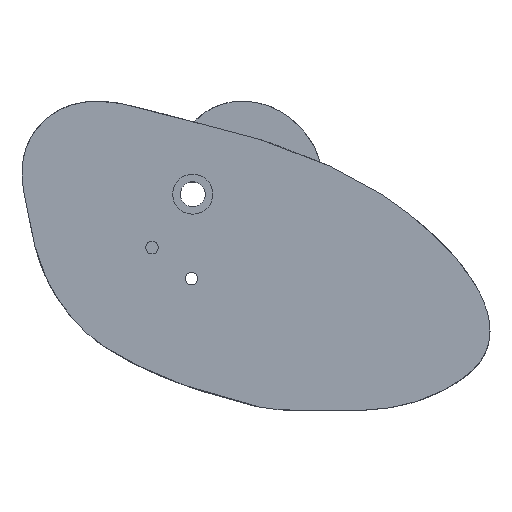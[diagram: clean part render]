
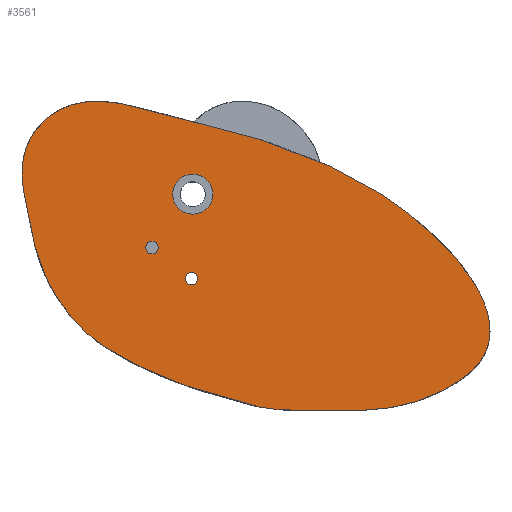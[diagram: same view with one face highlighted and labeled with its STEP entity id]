
A CAD part, top view. The second image highlights one B-rep face of the part: STEP entity #3561.
In plain terms, the highlighted planar face has unit normal (0, 0, 1).
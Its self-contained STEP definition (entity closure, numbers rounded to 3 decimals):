
#192 = CARTESIAN_POINT ( 'NONE',  ( 40.674, -6.922, 6.35 ) ) ;
#197 = DIRECTION ( 'NONE',  ( 0., 0., -1. ) ) ;
#245 = CARTESIAN_POINT ( 'NONE',  ( -14.256, -24.179, 6.35 ) ) ;
#475 = CARTESIAN_POINT ( 'NONE',  ( 17.808, 6.267, 6.35 ) ) ;
#845 = EDGE_LOOP ( 'NONE', ( #3466, #2474 ) ) ;
#864 = B_SPLINE_CURVE_WITH_KNOTS ( 'NONE', 3,
 ( #245, #2693, #5090, #6798, #5830, #1771, #5030, #4232, #7488, #192, #3441 ),
 .UNSPECIFIED., .F., .F.,
 ( 4, 1, 1, 1, 1, 1, 1, 1, 4 ),
 ( 0.5, 0.531, 0.563, 0.602, 0.648, 0.695, 0.758, 0.82, 1. ),
 .UNSPECIFIED. ) ;
#981 = AXIS2_PLACEMENT_3D ( 'NONE', #4327, #5133, #7680 ) ;
#1069 = VERTEX_POINT ( 'NONE', #3748 ) ;
#1218 = CARTESIAN_POINT ( 'NONE',  ( -1.298, 11.881, 6.35 ) ) ;
#1249 = ORIENTED_EDGE ( 'NONE', *, *, #5561, .T. ) ;
#1263 = CARTESIAN_POINT ( 'NONE',  ( -14.719, 15.175, 6.35 ) ) ;
#1331 = DIRECTION ( 'NONE',  ( 0., 0., -1. ) ) ;
#1546 = VERTEX_POINT ( 'NONE', #4832 ) ;
#1771 = CARTESIAN_POINT ( 'NONE',  ( 12.646, -34.643, 6.35 ) ) ;
#1772 = EDGE_CURVE ( 'NONE', #1546, #1069, #6401, .T. ) ;
#1832 = CARTESIAN_POINT ( 'NONE',  ( 0., 0., 6.35 ) ) ;
#2009 = B_SPLINE_CURVE_WITH_KNOTS ( 'NONE', 3,
 ( #3784, #3631, #475, #8561, #10308, #4627, #8512, #1218, #6932, #4474, #1263, #7772, #10256, #3732, #7722, #9367, #10205, #8617, #2980, #2933 ),
 .UNSPECIFIED., .F., .F.,
 ( 4, 1, 1, 1, 1, 1, 1, 1, 1, 1, 1, 1, 1, 1, 1, 1, 1, 4 ),
 ( 0., 0.094, 0.117, 0.133, 0.148, 0.156, 0.172, 0.187, 0.211, 0.242, 0.273, 0.313, 0.344, 0.367, 0.398, 0.43, 0.461, 0.5 ),
 .UNSPECIFIED. ) ;
#2062 = ORIENTED_EDGE ( 'NONE', *, *, #4479, .T. ) ;
#2174 = AXIS2_PLACEMENT_3D ( 'NONE', #8920, #3344, #7336 ) ;
#2474 = ORIENTED_EDGE ( 'NONE', *, *, #7119, .F. ) ;
#2572 = FACE_OUTER_BOUND ( 'NONE', #3200, .T. ) ;
#2693 = CARTESIAN_POINT ( 'NONE',  ( -12.587, -25.345, 6.35 ) ) ;
#2816 = CIRCLE ( 'NONE', #8748, 1. ) ;
#2904 = EDGE_LOOP ( 'NONE', ( #2062, #7186 ) ) ;
#2933 = CARTESIAN_POINT ( 'NONE',  ( -14.256, -24.179, 6.35 ) ) ;
#2980 = CARTESIAN_POINT ( 'NONE',  ( -16.343, -22.721, 6.35 ) ) ;
#3031 = VERTEX_POINT ( 'NONE', #6644 ) ;
#3053 = EDGE_CURVE ( 'NONE', #3833, #5225, #3526, .T. ) ;
#3200 = EDGE_LOOP ( 'NONE', ( #1249, #6237 ) ) ;
#3344 = DIRECTION ( 'NONE',  ( 0., 0., -1. ) ) ;
#3370 = CIRCLE ( 'NONE', #2174, 1. ) ;
#3441 = CARTESIAN_POINT ( 'NONE',  ( 30.033, 0., 6.35 ) ) ;
#3466 = ORIENTED_EDGE ( 'NONE', *, *, #1772, .F. ) ;
#3526 = CIRCLE ( 'NONE', #6242, 1. ) ;
#3561 = ADVANCED_FACE ( 'NONE', ( #4278, #10066, #5081, #2572 ), #9056, .T. ) ;
#3631 = CARTESIAN_POINT ( 'NONE',  ( 24.481, 3.612, 6.35 ) ) ;
#3698 = CARTESIAN_POINT ( 'NONE',  ( -7.483, -8.482, 6.35 ) ) ;
#3716 = CARTESIAN_POINT ( 'NONE',  ( 0., 0., 6.35 ) ) ;
#3732 = CARTESIAN_POINT ( 'NONE',  ( -27.516, 2.932, 6.35 ) ) ;
#3748 = CARTESIAN_POINT ( 'NONE',  ( -3.175, 0., 6.35 ) ) ;
#3784 = CARTESIAN_POINT ( 'NONE',  ( 30.033, 0., 6.35 ) ) ;
#3795 = CARTESIAN_POINT ( 'NONE',  ( -6.483, -8.482, 6.35 ) ) ;
#3833 = VERTEX_POINT ( 'NONE', #4156 ) ;
#4136 = CARTESIAN_POINT ( 'NONE',  ( 0.802, -13.432, 6.35 ) ) ;
#4156 = CARTESIAN_POINT ( 'NONE',  ( -5.483, -8.482, 6.35 ) ) ;
#4232 = CARTESIAN_POINT ( 'NONE',  ( 33.5, -34.61, 6.35 ) ) ;
#4278 = FACE_BOUND ( 'NONE', #9222, .T. ) ;
#4327 = CARTESIAN_POINT ( 'NONE',  ( 0., 0., 6.35 ) ) ;
#4474 = CARTESIAN_POINT ( 'NONE',  ( -9.17, 13.985, 6.35 ) ) ;
#4479 = EDGE_CURVE ( 'NONE', #3031, #8064, #2816, .T. ) ;
#4503 = DIRECTION ( 'NONE',  ( 1., 0., 0. ) ) ;
#4538 = DIRECTION ( 'NONE',  ( -1., 0., 0. ) ) ;
#4609 = DIRECTION ( 'NONE',  ( 0., 0., 1. ) ) ;
#4627 = CARTESIAN_POINT ( 'NONE',  ( 3.634, 10.582, 6.35 ) ) ;
#4832 = CARTESIAN_POINT ( 'NONE',  ( 3.175, 0., 6.35 ) ) ;
#5030 = CARTESIAN_POINT ( 'NONE',  ( 23.433, -34.302, 6.35 ) ) ;
#5081 = FACE_BOUND ( 'NONE', #845, .T. ) ;
#5090 = CARTESIAN_POINT ( 'NONE',  ( -8.946, -27.235, 6.35 ) ) ;
#5133 = DIRECTION ( 'NONE',  ( 0., 0., 1. ) ) ;
#5138 = EDGE_CURVE ( 'NONE', #5225, #3833, #10122, .T. ) ;
#5144 = DIRECTION ( 'NONE',  ( 1., 0., 0. ) ) ;
#5225 = VERTEX_POINT ( 'NONE', #3698 ) ;
#5561 = EDGE_CURVE ( 'NONE', #7479, #7756, #2009, .T. ) ;
#5672 = CARTESIAN_POINT ( 'NONE',  ( -6.483, -8.482, 6.35 ) ) ;
#5830 = CARTESIAN_POINT ( 'NONE',  ( 4.439, -32.309, 6.35 ) ) ;
#6237 = ORIENTED_EDGE ( 'NONE', *, *, #7145, .T. ) ;
#6242 = AXIS2_PLACEMENT_3D ( 'NONE', #5672, #8053, #8959 ) ;
#6401 = CIRCLE ( 'NONE', #7603, 3.175 ) ;
#6531 = ORIENTED_EDGE ( 'NONE', *, *, #5138, .T. ) ;
#6575 = AXIS2_PLACEMENT_3D ( 'NONE', #3795, #1331, #4538 ) ;
#6644 = CARTESIAN_POINT ( 'NONE',  ( -1.198, -13.432, 6.35 ) ) ;
#6798 = CARTESIAN_POINT ( 'NONE',  ( -2.914, -29.94, 6.35 ) ) ;
#6932 = CARTESIAN_POINT ( 'NONE',  ( -4.76, 12.786, 6.35 ) ) ;
#7119 = EDGE_CURVE ( 'NONE', #1069, #1546, #7835, .T. ) ;
#7145 = EDGE_CURVE ( 'NONE', #7756, #7479, #864, .T. ) ;
#7186 = ORIENTED_EDGE ( 'NONE', *, *, #8671, .T. ) ;
#7336 = DIRECTION ( 'NONE',  ( -1., 0., 0. ) ) ;
#7429 = DIRECTION ( 'NONE',  ( 0., 0., 1. ) ) ;
#7479 = VERTEX_POINT ( 'NONE', #10400 ) ;
#7488 = CARTESIAN_POINT ( 'NONE',  ( 56.072, -23.618, 6.35 ) ) ;
#7603 = AXIS2_PLACEMENT_3D ( 'NONE', #3716, #4609, #4503 ) ;
#7614 = CARTESIAN_POINT ( 'NONE',  ( -14.256, -24.179, 6.35 ) ) ;
#7680 = DIRECTION ( 'NONE',  ( 1., 0., 0. ) ) ;
#7722 = CARTESIAN_POINT ( 'NONE',  ( -26.216, -2.538, 6.35 ) ) ;
#7756 = VERTEX_POINT ( 'NONE', #7614 ) ;
#7772 = CARTESIAN_POINT ( 'NONE',  ( -21.408, 14.114, 6.35 ) ) ;
#7835 = CIRCLE ( 'NONE', #9878, 3.175 ) ;
#8053 = DIRECTION ( 'NONE',  ( 0., 0., -1. ) ) ;
#8064 = VERTEX_POINT ( 'NONE', #4136 ) ;
#8488 = CARTESIAN_POINT ( 'NONE',  ( -0.198, -13.432, 6.35 ) ) ;
#8512 = CARTESIAN_POINT ( 'NONE',  ( 1.17, 11.238, 6.35 ) ) ;
#8561 = CARTESIAN_POINT ( 'NONE',  ( 9.589, 9.131, 6.35 ) ) ;
#8617 = CARTESIAN_POINT ( 'NONE',  ( -19.673, -19.474, 6.35 ) ) ;
#8671 = EDGE_CURVE ( 'NONE', #8064, #3031, #3370, .T. ) ;
#8748 = AXIS2_PLACEMENT_3D ( 'NONE', #8488, #197, #9071 ) ;
#8920 = CARTESIAN_POINT ( 'NONE',  ( -0.198, -13.432, 6.35 ) ) ;
#8959 = DIRECTION ( 'NONE',  ( -1., 0., 0. ) ) ;
#9056 = PLANE ( 'NONE',  #981 ) ;
#9071 = DIRECTION ( 'NONE',  ( -1., 0., 0. ) ) ;
#9222 = EDGE_LOOP ( 'NONE', ( #6531, #10232 ) ) ;
#9367 = CARTESIAN_POINT ( 'NONE',  ( -25.34, -8.07, 6.35 ) ) ;
#9878 = AXIS2_PLACEMENT_3D ( 'NONE', #1832, #7429, #5144 ) ;
#10066 = FACE_BOUND ( 'NONE', #2904, .T. ) ;
#10122 = CIRCLE ( 'NONE', #6575, 1. ) ;
#10205 = CARTESIAN_POINT ( 'NONE',  ( -23.331, -13.916, 6.35 ) ) ;
#10232 = ORIENTED_EDGE ( 'NONE', *, *, #3053, .T. ) ;
#10256 = CARTESIAN_POINT ( 'NONE',  ( -26.551, 9.162, 6.35 ) ) ;
#10308 = CARTESIAN_POINT ( 'NONE',  ( 6.093, 9.907, 6.35 ) ) ;
#10400 = CARTESIAN_POINT ( 'NONE',  ( 30.033, 0., 6.35 ) ) ;
